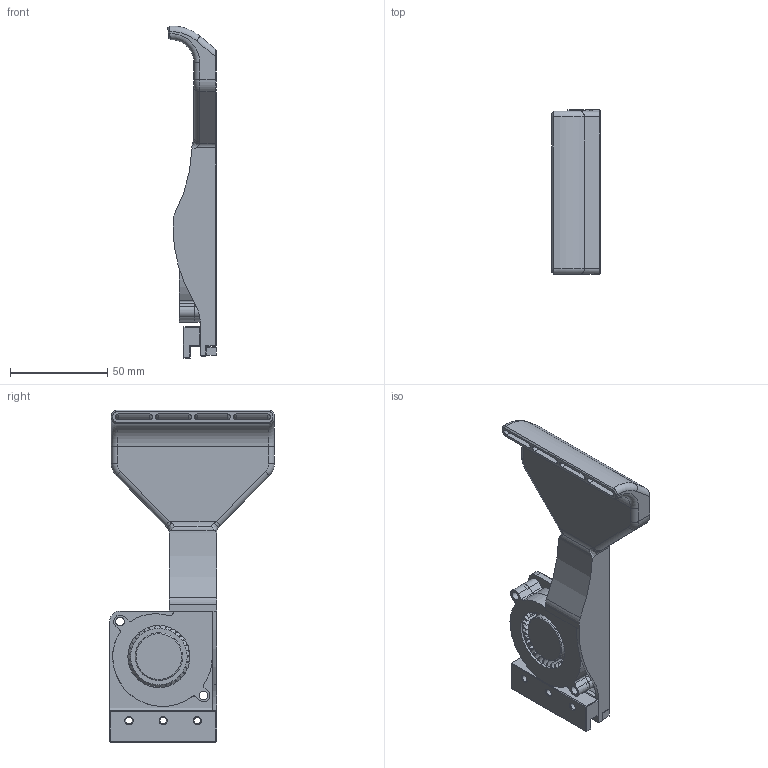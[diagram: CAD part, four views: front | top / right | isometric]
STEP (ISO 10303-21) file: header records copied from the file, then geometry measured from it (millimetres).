
FILE_DESCRIPTION(/* description */ (''),/* implementation_level */ '2;1');
FILE_NAME(/* name */ 'Aux Fan v21.step',/* time_stamp */ '2023-02-26T22:17:51+01:00',/* author */ (''),/* organization */ (''),/* preprocessor_version */ 'ST-DEVELOPER v19.2',/* originating_system */ 'Autodesk Translation Framework v11.17.0.187',/* authorisation */ '');
FILE_SCHEMA (('AUTOMOTIVE_DESIGN { 1 0 10303 214 3 1 1 }'));
Length unit declared in the file: millimetre
Products named in the file (5): Aux Fan; Radial-Cooling-Fan-5015-DC12V; turbine; top; bottom
Assembly tree (4 placements, depth 3):
  Aux Fan
    Radial-Cooling-Fan-5015-DC12V
      turbine
      top
      bottom
Bounding box: 24.93 x 84.9 x 170.97 mm (x, y, z)
Volume: 64439.4 mm3; surface area: 63913.8 mm2
Topology: 7 solids, 7 shells, 629 faces, 1592 edges, 984 vertices
Faces by surface type: plane 264, cylinder 246, cone 56, torus 42, bspline 21
Full cylindrical faces by diameter (mm): 3.4 x6, 4.5 x9, 5 x1, 5.65 x2, 22.8 x1, 24.5 x1, 32 x1
Entity records: 19877 total; most frequent: CARTESIAN_POINT 4222, DIRECTION 3442, ORIENTED_EDGE 3184, EDGE_CURVE 1592, AXIS2_PLACEMENT_3D 1339, VERTEX_POINT 984, LINE 764, VECTOR 764
